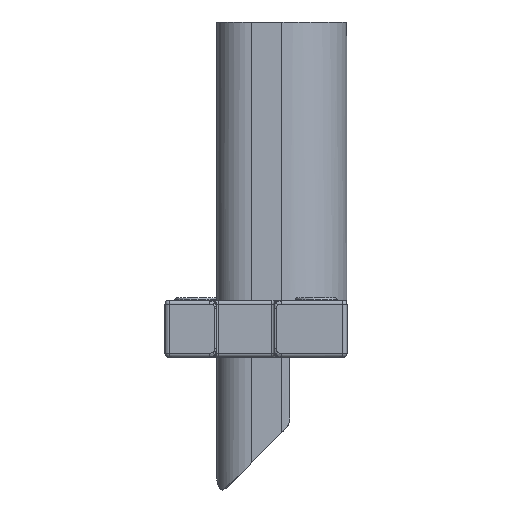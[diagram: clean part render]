
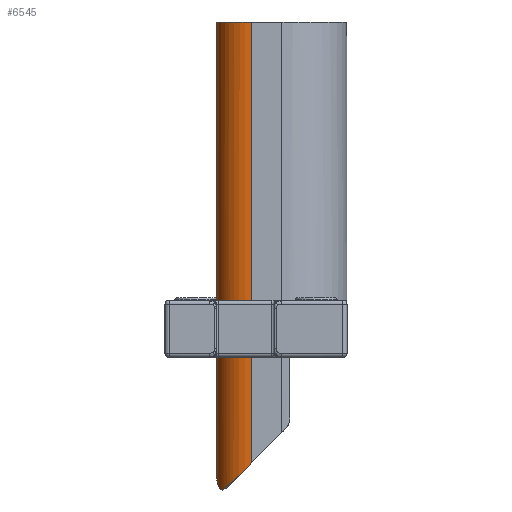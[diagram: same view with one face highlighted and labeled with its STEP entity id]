
A CAD part, left-side view. The second image highlights one B-rep face of the part: STEP entity #6545.
In plain terms, the highlighted cylindrical face has radius 0.85 mm (diameter 1.7 mm), a partial arc.
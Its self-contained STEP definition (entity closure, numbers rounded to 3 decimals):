
#202=ELLIPSE('',#7329,1.202,0.85);
#205=ELLIPSE('',#7334,1.202,0.85);
#206=ELLIPSE('',#7335,1.202,0.85);
#444=CYLINDRICAL_SURFACE('',#7333,0.85);
#802=LINE('',#13794,#1206);
#845=LINE('',#14022,#1249);
#1206=VECTOR('',#9146,10.);
#1249=VECTOR('',#9267,10.);
#1717=FACE_OUTER_BOUND('',#2107,.T.);
#2107=EDGE_LOOP('',(#6072,#6073,#6074,#6075,#6076,#6077,#6078));
#2517=CIRCLE('',#7307,0.85);
#2655=B_SPLINE_CURVE_WITH_KNOTS('',3,(#13992,#13993,#13994,#13995,#13996,
#13997,#13998,#13999,#14000,#14001,#14002,#14003),.UNSPECIFIED.,.F.,.F.,
(4,2,2,2,2,4),(0.06,0.062,0.07,
0.08,0.091,0.095),.UNSPECIFIED.);
#3213=VERTEX_POINT('',#13791);
#3214=VERTEX_POINT('',#13793);
#3229=VERTEX_POINT('',#13875);
#3244=VERTEX_POINT('',#13978);
#3245=VERTEX_POINT('',#13980);
#3249=VERTEX_POINT('',#13990);
#3250=VERTEX_POINT('',#13991);
#4140=EDGE_CURVE('',#3213,#3214,#802,.T.);
#4163=EDGE_CURVE('',#3214,#3229,#2517,.T.);
#4200=EDGE_CURVE('',#3245,#3244,#202,.T.);
#4205=EDGE_CURVE('',#3249,#3250,#2655,.T.);
#4209=EDGE_CURVE('',#3249,#3245,#205,.T.);
#4210=EDGE_CURVE('',#3244,#3229,#845,.T.);
#4211=EDGE_CURVE('',#3250,#3213,#206,.T.);
#6072=ORIENTED_EDGE('',*,*,#4205,.F.);
#6073=ORIENTED_EDGE('',*,*,#4209,.T.);
#6074=ORIENTED_EDGE('',*,*,#4200,.T.);
#6075=ORIENTED_EDGE('',*,*,#4210,.T.);
#6076=ORIENTED_EDGE('',*,*,#4163,.F.);
#6077=ORIENTED_EDGE('',*,*,#4140,.F.);
#6078=ORIENTED_EDGE('',*,*,#4211,.F.);
#6545=ADVANCED_FACE('',(#1717),#444,.T.);
#7307=AXIS2_PLACEMENT_3D('',#13876,#9182,#9183);
#7329=AXIS2_PLACEMENT_3D('',#13981,#9251,#9252);
#7333=AXIS2_PLACEMENT_3D('',#14020,#9263,#9264);
#7334=AXIS2_PLACEMENT_3D('',#14021,#9265,#9266);
#7335=AXIS2_PLACEMENT_3D('',#14023,#9268,#9269);
#9146=DIRECTION('',(0.,0.,1.));
#9182=DIRECTION('center_axis',(0.,0.,1.));
#9183=DIRECTION('ref_axis',(0.,1.,0.));
#9251=DIRECTION('center_axis',(0.,0.707,0.707));
#9252=DIRECTION('ref_axis',(0.,0.707,-0.707));
#9263=DIRECTION('center_axis',(0.,0.,1.));
#9264=DIRECTION('ref_axis',(0.,1.,0.));
#9265=DIRECTION('center_axis',(0.707,0.,0.707));
#9266=DIRECTION('ref_axis',(-0.707,0.,0.707));
#9267=DIRECTION('',(0.,0.,1.));
#9268=DIRECTION('center_axis',(0.707,0.,-0.707));
#9269=DIRECTION('ref_axis',(-0.707,0.,-0.707));
#13791=CARTESIAN_POINT('',(-7.189,0.96,-2.876));
#13793=CARTESIAN_POINT('',(-7.189,0.96,8.18));
#13794=CARTESIAN_POINT('',(-7.189,0.96,-3.3));
#13875=CARTESIAN_POINT('',(-8.039,0.11,8.18));
#13876=CARTESIAN_POINT('Origin',(-7.189,0.11,8.18));
#13978=CARTESIAN_POINT('',(-8.039,0.11,-2.573));
#13980=CARTESIAN_POINT('',(-7.916,0.55,-3.013));
#13981=CARTESIAN_POINT('Origin',(-7.189,0.11,-2.573));
#13990=CARTESIAN_POINT('',(-7.701,0.788,-3.228));
#13991=CARTESIAN_POINT('',(-7.415,0.929,-3.102));
#13992=CARTESIAN_POINT('Ctrl Pts',(-7.701,0.788,
-3.228));
#13993=CARTESIAN_POINT('Ctrl Pts',(-7.695,0.793,
-3.229));
#13994=CARTESIAN_POINT('Ctrl Pts',(-7.689,0.797,
-3.23));
#13995=CARTESIAN_POINT('Ctrl Pts',(-7.662,0.817,-3.234));
#13996=CARTESIAN_POINT('Ctrl Pts',(-7.639,0.831,
-3.232));
#13997=CARTESIAN_POINT('Ctrl Pts',(-7.589,0.86,-3.222));
#13998=CARTESIAN_POINT('Ctrl Pts',(-7.56,0.875,-3.21));
#13999=CARTESIAN_POINT('Ctrl Pts',(-7.503,0.9,
-3.177));
#14000=CARTESIAN_POINT('Ctrl Pts',(-7.475,0.911,
-3.157));
#14001=CARTESIAN_POINT('Ctrl Pts',(-7.437,0.923,
-3.123));
#14002=CARTESIAN_POINT('Ctrl Pts',(-7.426,0.926,
-3.113));
#14003=CARTESIAN_POINT('Ctrl Pts',(-7.415,0.929,
-3.102));
#14020=CARTESIAN_POINT('Origin',(-7.189,0.11,-3.3));
#14021=CARTESIAN_POINT('Origin',(-7.189,0.11,-3.74));
#14022=CARTESIAN_POINT('',(-8.039,0.11,-3.3));
#14023=CARTESIAN_POINT('Origin',(-7.189,0.11,-2.876));
